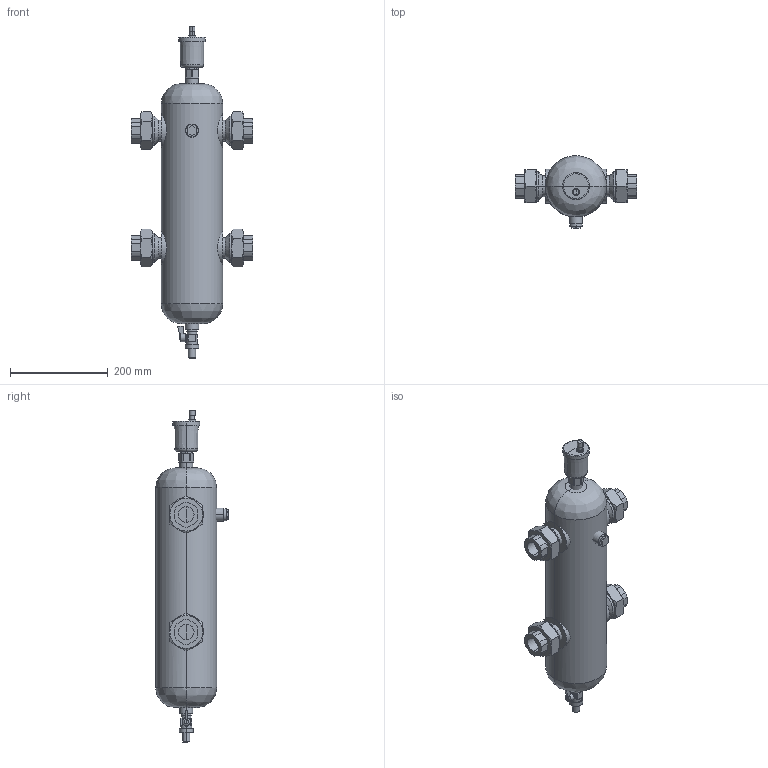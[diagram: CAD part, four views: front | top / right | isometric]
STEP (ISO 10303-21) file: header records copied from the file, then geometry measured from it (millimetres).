
FILE_DESCRIPTION(/* description */ (''),/* implementation_level */ '2;1');
FILE_NAME(/* name */ '548007.stp',/* time_stamp */ '2017-02-07T15:53:34+01:00',/* author */ ('UFFTEC'),/* organization */ (''),/* preprocessor_version */ 'ST-DEVELOPER v15.2',/* originating_system */ 'Autodesk Inventor 2014',/* authorisation */ '');
FILE_SCHEMA (('AUTOMOTIVE_DESIGN { 1 0 10303 214 3 1 1 }'));
Length unit declared in the file: millimetre
Products named in the file (13): Parte3; Parte5; Parte7; Parte9; Parte11; Parte13; Parte15; Parte17; Parte19; Parte21; Parte23; Parte25; Assieme1
Bounding box: 248 x 148.14 x 679.01 mm (x, y, z)
Volume: 9482231.5 mm3; surface area: 466693 mm2
Topology: 15 solids, 15 shells, 405 faces, 906 edges, 544 vertices
Faces by surface type: plane 189, cylinder 120, cone 84, torus 8, bspline 4
Entity records: 12604 total; most frequent: CARTESIAN_POINT 3655, DIRECTION 1864, ORIENTED_EDGE 1812, EDGE_CURVE 906, AXIS2_PLACEMENT_3D 714, VERTEX_POINT 544, LINE 436, VECTOR 436
